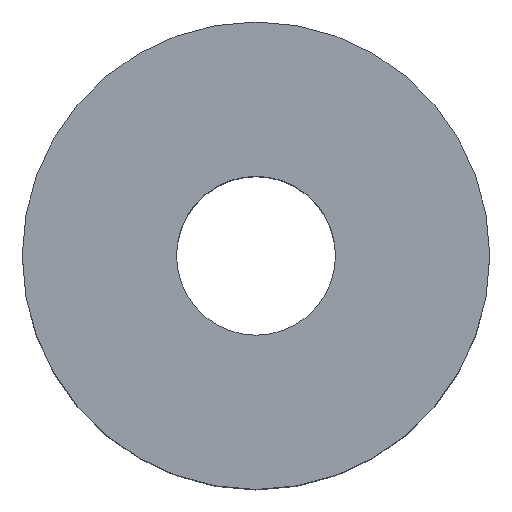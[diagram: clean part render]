
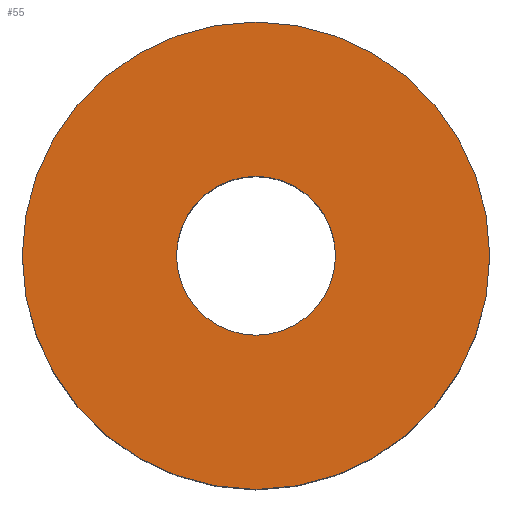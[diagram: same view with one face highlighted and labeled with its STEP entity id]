
A CAD part, top view. The second image highlights one B-rep face of the part: STEP entity #55.
In plain terms, the highlighted planar face has unit normal (0, 0, 1).
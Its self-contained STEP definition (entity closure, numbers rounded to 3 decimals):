
#3 = DIRECTION ( 'NONE',  ( 1., 0., 0. ) ) ;
#4 = DIRECTION ( 'NONE',  ( 0., 0., 1. ) ) ;
#6 = CARTESIAN_POINT ( 'NONE',  ( 1.7, 0., 6.75 ) ) ;
#10 = CARTESIAN_POINT ( 'NONE',  ( 0., 0., 6.75 ) ) ;
#15 = DIRECTION ( 'NONE',  ( 0., 0., 1. ) ) ;
#30 = CARTESIAN_POINT ( 'NONE',  ( 0., 0., 6.75 ) ) ;
#44 = CARTESIAN_POINT ( 'NONE',  ( -1.7, 0., 6.75 ) ) ;
#51 = DIRECTION ( 'NONE',  ( 1., 0., 0. ) ) ;
#52 = CARTESIAN_POINT ( 'NONE',  ( 0., 0., 6.75 ) ) ;
#54 = DIRECTION ( 'NONE',  ( 0., 0., 1. ) ) ;
#55 = ADVANCED_FACE ( 'NONE', ( #158, #118 ), #93, .T. ) ;
#56 = CIRCLE ( 'NONE', #161, 1.7 ) ;
#61 = VERTEX_POINT ( 'NONE', #44 ) ;
#62 = CARTESIAN_POINT ( 'NONE',  ( 0., 0., 6.75 ) ) ;
#63 = EDGE_LOOP ( 'NONE', ( #142, #71 ) ) ;
#65 = DIRECTION ( 'NONE',  ( 0., 0., 1. ) ) ;
#67 = CARTESIAN_POINT ( 'NONE',  ( 5., 0., 6.75 ) ) ;
#70 = ORIENTED_EDGE ( 'NONE', *, *, #174, .T. ) ;
#71 = ORIENTED_EDGE ( 'NONE', *, *, #175, .F. ) ;
#75 = VERTEX_POINT ( 'NONE', #213 ) ;
#90 = VERTEX_POINT ( 'NONE', #6 ) ;
#93 = PLANE ( 'NONE',  #197 ) ;
#110 = ORIENTED_EDGE ( 'NONE', *, *, #198, .T. ) ;
#114 = CIRCLE ( 'NONE', #141, 5. ) ;
#118 = FACE_BOUND ( 'NONE', #63, .T. ) ;
#121 = DIRECTION ( 'NONE',  ( 1., 0., 0. ) ) ;
#129 = DIRECTION ( 'NONE',  ( 1., 0., 0. ) ) ;
#130 = DIRECTION ( 'NONE',  ( 0., 0., 1. ) ) ;
#137 = CIRCLE ( 'NONE', #210, 1.7 ) ;
#141 = AXIS2_PLACEMENT_3D ( 'NONE', #164, #130, #129 ) ;
#142 = ORIENTED_EDGE ( 'NONE', *, *, #177, .F. ) ;
#158 = FACE_OUTER_BOUND ( 'NONE', #227, .T. ) ;
#161 = AXIS2_PLACEMENT_3D ( 'NONE', #52, #54, #51 ) ;
#164 = CARTESIAN_POINT ( 'NONE',  ( 0., 0., 6.75 ) ) ;
#174 = EDGE_CURVE ( 'NONE', #75, #196, #225, .T. ) ;
#175 = EDGE_CURVE ( 'NONE', #90, #61, #56, .T. ) ;
#177 = EDGE_CURVE ( 'NONE', #61, #90, #137, .T. ) ;
#196 = VERTEX_POINT ( 'NONE', #67 ) ;
#197 = AXIS2_PLACEMENT_3D ( 'NONE', #30, #15, #223 ) ;
#198 = EDGE_CURVE ( 'NONE', #196, #75, #114, .T. ) ;
#210 = AXIS2_PLACEMENT_3D ( 'NONE', #62, #4, #3 ) ;
#213 = CARTESIAN_POINT ( 'NONE',  ( -5., 0., 6.75 ) ) ;
#223 = DIRECTION ( 'NONE',  ( 1., 0., 0. ) ) ;
#225 = CIRCLE ( 'NONE', #228, 5. ) ;
#227 = EDGE_LOOP ( 'NONE', ( #70, #110 ) ) ;
#228 = AXIS2_PLACEMENT_3D ( 'NONE', #10, #65, #121 ) ;
